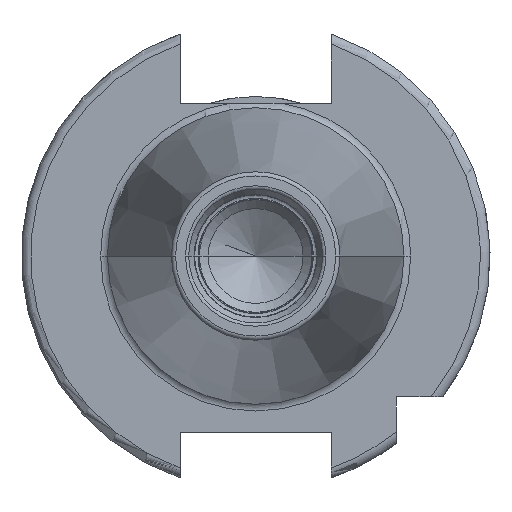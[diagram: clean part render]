
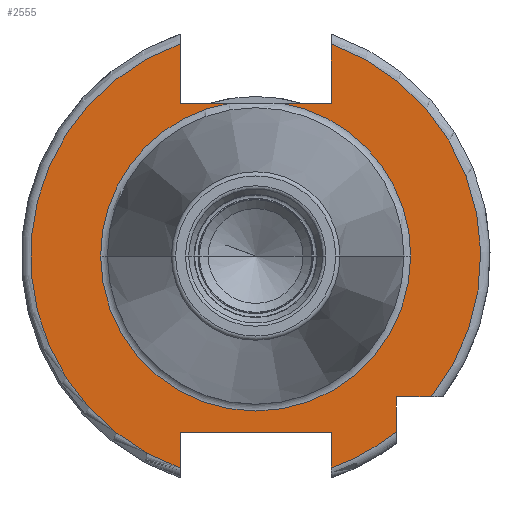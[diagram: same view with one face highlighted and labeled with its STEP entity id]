
A CAD part, left-side view. The second image highlights one B-rep face of the part: STEP entity #2555.
In plain terms, the highlighted planar face has unit normal (-1, 0, 0).
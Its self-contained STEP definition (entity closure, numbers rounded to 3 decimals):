
#106=CARTESIAN_POINT('',(3.2,0.,0.));
#107=DIRECTION('',(-1.,0.,0.));
#108=DIRECTION('',(0.,1.,0.));
#109=AXIS2_PLACEMENT_3D('',#106,#107,#108);
#122=CARTESIAN_POINT('',(3.2,0.,0.));
#123=DIRECTION('',(1.,0.,0.));
#124=DIRECTION('',(0.,-0.164,0.986));
#125=AXIS2_PLACEMENT_3D('',#122,#123,#124);
#127=CARTESIAN_POINT('',(3.2,0.,0.));
#128=DIRECTION('',(1.,0.,0.));
#129=DIRECTION('',(0.,1.,0.));
#130=AXIS2_PLACEMENT_3D('',#127,#128,#129);
#920=CARTESIAN_POINT('',(3.2,0.,0.));
#921=DIRECTION('',(-1.,0.,0.));
#922=DIRECTION('',(0.,-0.78,-0.625));
#923=AXIS2_PLACEMENT_3D('',#920,#921,#922);
#936=CARTESIAN_POINT('',(3.2,0.,0.));
#937=DIRECTION('',(-1.,0.,0.));
#938=DIRECTION('',(0.,0.336,0.942));
#939=AXIS2_PLACEMENT_3D('',#936,#937,#938);
#968=DIRECTION('',(0.,0.,1.));
#969=VECTOR('',#968,3.799);
#970=CARTESIAN_POINT('',(3.2,8.05,-22.599));
#971=LINE('',#970,#969);
#972=DIRECTION('',(0.,0.,-1.));
#973=VECTOR('',#972,6.299);
#974=CARTESIAN_POINT('',(3.2,8.05,22.599));
#975=LINE('',#974,#973);
#976=DIRECTION('',(0.,1.,0.));
#977=VECTOR('',#976,5.332);
#978=CARTESIAN_POINT('',(3.2,2.718,16.3));
#979=LINE('',#978,#977);
#980=DIRECTION('',(0.,1.,0.));
#981=VECTOR('',#980,5.332);
#982=CARTESIAN_POINT('',(3.2,-8.05,16.3));
#983=LINE('',#982,#981);
#984=DIRECTION('',(0.,0.,-1.));
#985=VECTOR('',#984,6.299);
#986=CARTESIAN_POINT('',(3.2,-8.05,22.599));
#987=LINE('',#986,#985);
#988=DIRECTION('',(0.,1.,0.));
#989=VECTOR('',#988,3.722);
#990=CARTESIAN_POINT('',(3.2,-18.722,-15.));
#991=LINE('',#990,#989);
#992=DIRECTION('',(0.,0.,1.));
#993=VECTOR('',#992,3.722);
#994=CARTESIAN_POINT('',(3.2,-15.,-18.722));
#995=LINE('',#994,#993);
#996=CARTESIAN_POINT('',(3.2,0.,0.));
#997=DIRECTION('',(-1.,0.,0.));
#998=DIRECTION('',(0.,-0.336,-0.942));
#999=AXIS2_PLACEMENT_3D('',#996,#997,#998);
#1001=DIRECTION('',(0.,0.,1.));
#1002=VECTOR('',#1001,3.799);
#1003=CARTESIAN_POINT('',(3.2,-8.05,-22.599));
#1004=LINE('',#1003,#1002);
#1005=DIRECTION('',(0.,-1.,0.));
#1006=VECTOR('',#1005,16.1);
#1007=CARTESIAN_POINT('',(3.2,8.05,-18.8));
#1008=LINE('',#1007,#1006);
#1223=CARTESIAN_POINT('',(3.2,16.525,0.));
#1225=VERTEX_POINT('',#1223);
#1229=CARTESIAN_POINT('',(3.2,-16.525,0.));
#1231=VERTEX_POINT('',#1229);
#1387=CARTESIAN_POINT('',(3.2,8.05,-22.599));
#1388=CARTESIAN_POINT('',(3.2,8.05,-18.8));
#1389=VERTEX_POINT('',#1387);
#1390=VERTEX_POINT('',#1388);
#1391=CARTESIAN_POINT('',(3.2,-8.05,-18.8));
#1392=VERTEX_POINT('',#1391);
#1393=CARTESIAN_POINT('',(3.2,-8.05,-22.599));
#1394=VERTEX_POINT('',#1393);
#1395=CARTESIAN_POINT('',(3.2,-8.05,22.599));
#1396=CARTESIAN_POINT('',(3.2,-8.05,16.3));
#1397=VERTEX_POINT('',#1395);
#1398=VERTEX_POINT('',#1396);
#1399=CARTESIAN_POINT('',(3.2,-2.718,16.3));
#1400=VERTEX_POINT('',#1399);
#1401=CARTESIAN_POINT('',(3.2,2.718,16.3));
#1402=CARTESIAN_POINT('',(3.2,8.05,16.3));
#1403=VERTEX_POINT('',#1401);
#1404=VERTEX_POINT('',#1402);
#1405=CARTESIAN_POINT('',(3.2,8.05,22.599));
#1406=VERTEX_POINT('',#1405);
#1407=CARTESIAN_POINT('',(3.2,-15.,-18.722));
#1408=CARTESIAN_POINT('',(3.2,-15.,-15.));
#1409=VERTEX_POINT('',#1407);
#1410=VERTEX_POINT('',#1408);
#1411=CARTESIAN_POINT('',(3.2,-18.722,-15.));
#1412=VERTEX_POINT('',#1411);
#2533=CARTESIAN_POINT('',(3.2,0.,0.));
#2534=DIRECTION('',(1.,0.,0.));
#2535=DIRECTION('',(0.,-1.,0.));
#2536=AXIS2_PLACEMENT_3D('',#2533,#2534,#2535);
#2537=PLANE('',#2536);
#2538=ORIENTED_EDGE('',*,*,#1945,.F.);
#2539=ORIENTED_EDGE('',*,*,#2525,.F.);
#2540=ORIENTED_EDGE('',*,*,#1671,.T.);
#2541=ORIENTED_EDGE('',*,*,#1656,.F.);
#2542=ORIENTED_EDGE('',*,*,#1629,.F.);
#2543=ORIENTED_EDGE('',*,*,#1612,.T.);
#2544=ORIENTED_EDGE('',*,*,#1624,.F.);
#2545=ORIENTED_EDGE('',*,*,#1653,.F.);
#2546=ORIENTED_EDGE('',*,*,#2489,.F.);
#2547=ORIENTED_EDGE('',*,*,#2514,.F.);
#2548=ORIENTED_EDGE('',*,*,#2423,.T.);
#2549=ORIENTED_EDGE('',*,*,#2141,.F.);
#2550=ORIENTED_EDGE('',*,*,#2500,.F.);
#2551=ORIENTED_EDGE('',*,*,#2076,.T.);
#2552=ORIENTED_EDGE('',*,*,#1925,.F.);
#2553=EDGE_LOOP('',(#2538,#2539,#2540,#2541,#2542,#2543,#2544,#2545,#2546,#2547,
#2548,#2549,#2550,#2551,#2552));
#2554=FACE_OUTER_BOUND('',#2553,.F.);
#2555=ADVANCED_FACE('',(#2554),#2537,.F.);
#110=CIRCLE('',#109,16.525);
#126=CIRCLE('',#125,16.525);
#131=CIRCLE('',#130,16.525);
#924=CIRCLE('',#923,23.99);
#940=CIRCLE('',#939,23.99);
#1000=CIRCLE('',#999,23.99);
#1612=EDGE_CURVE('',#1225,#1231,#110,.T.);
#1624=EDGE_CURVE('',#1400,#1231,#126,.T.);
#1629=EDGE_CURVE('',#1225,#1403,#131,.T.);
#1653=EDGE_CURVE('',#1398,#1400,#983,.T.);
#1656=EDGE_CURVE('',#1403,#1404,#979,.T.);
#1671=EDGE_CURVE('',#1406,#1404,#975,.T.);
#1925=EDGE_CURVE('',#1390,#1392,#1008,.T.);
#1945=EDGE_CURVE('',#1389,#1390,#971,.T.);
#2076=EDGE_CURVE('',#1394,#1392,#1004,.T.);
#2141=EDGE_CURVE('',#1409,#1410,#995,.T.);
#2423=EDGE_CURVE('',#1412,#1410,#991,.T.);
#2489=EDGE_CURVE('',#1397,#1398,#987,.T.);
#2500=EDGE_CURVE('',#1394,#1409,#1000,.T.);
#2514=EDGE_CURVE('',#1412,#1397,#924,.T.);
#2525=EDGE_CURVE('',#1406,#1389,#940,.T.);
